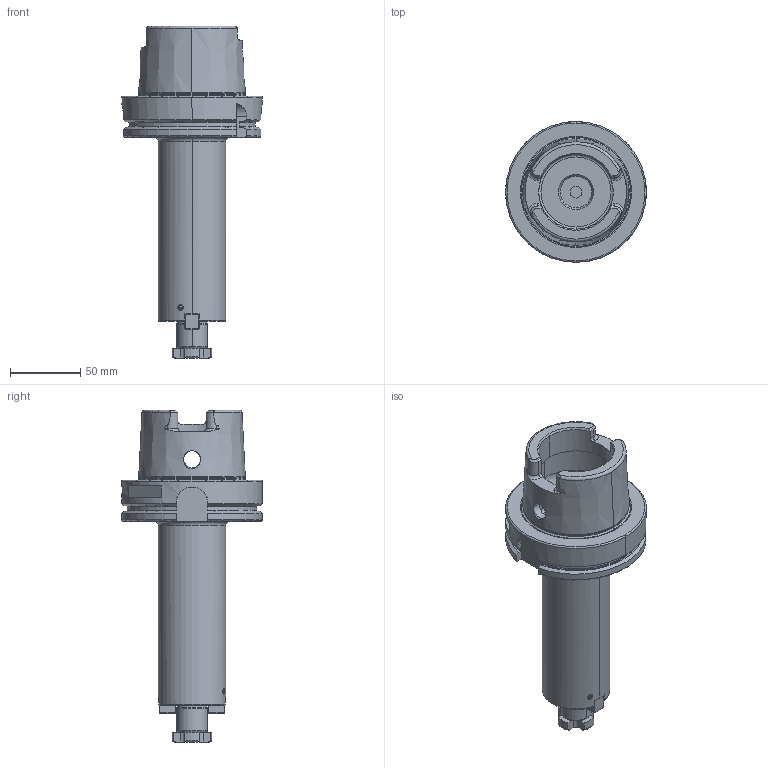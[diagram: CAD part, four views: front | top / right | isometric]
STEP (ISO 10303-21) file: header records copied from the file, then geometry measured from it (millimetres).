
FILE_DESCRIPTION((''),'2;1');
FILE_NAME('A100_11_22_2','2021-04-06T',('103090'),(''),'CREO PARAMETRIC BY PTC INC, 2016260','CREO PARAMETRIC BY PTC INC, 2016260','');
FILE_SCHEMA(('CONFIG_CONTROL_DESIGN'));
Length unit declared in the file: millimetre
Products named in the file (1): A100_11_22_2
Bounding box: 100 x 100 x 236 mm (x, y, z)
Volume: 492870.6 mm3; surface area: 78389.6 mm2
Topology: 3 solids, 12 shells, 452 faces, 1083 edges, 633 vertices
Faces by surface type: plane 153, cone 122, cylinder 118, torus 55, sphere 4
Entity records: 14045 total; most frequent: CARTESIAN_POINT 3630, DIRECTION 2246, ORIENTED_EDGE 2122, EDGE_CURVE 1061, AXIS2_PLACEMENT_3D 886, VERTEX_POINT 633, EDGE_LOOP 480, VECTOR 474
